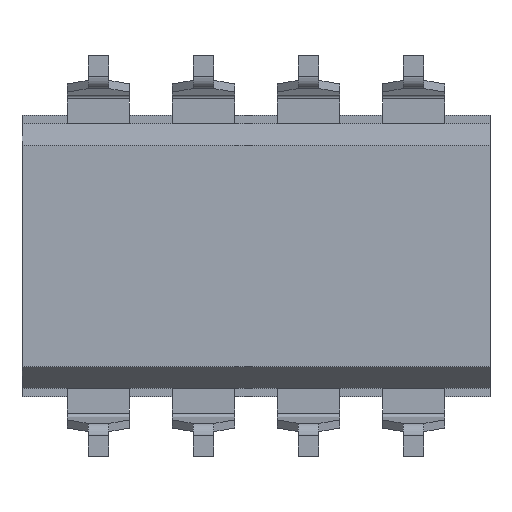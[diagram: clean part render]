
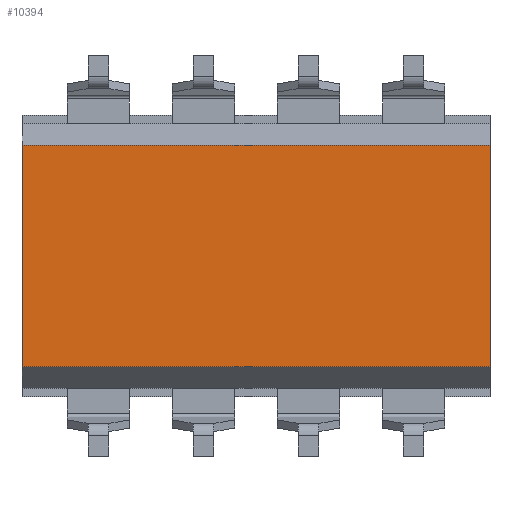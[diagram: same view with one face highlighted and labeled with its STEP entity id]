
A CAD part, front view. The second image highlights one B-rep face of the part: STEP entity #10394.
In plain terms, the highlighted planar face has unit normal (0, -1, 0).
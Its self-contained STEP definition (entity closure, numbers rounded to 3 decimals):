
#9 = VECTOR ( 'NONE', #4127, 1000. ) ;
#314 = VERTEX_POINT ( 'NONE', #7206 ) ;
#659 = DIRECTION ( 'NONE',  ( -1., 0., 0. ) ) ;
#835 = VECTOR ( 'NONE', #3648, 1000. ) ;
#920 = VERTEX_POINT ( 'NONE', #3865 ) ;
#1543 = EDGE_LOOP ( 'NONE', ( #6828, #10558, #11785, #6632 ) ) ;
#1550 = CARTESIAN_POINT ( 'NONE',  ( 5.66, 0.5, 2.68 ) ) ;
#2636 = AXIS2_PLACEMENT_3D ( 'NONE', #11728, #9090, #4669 ) ;
#2830 = VECTOR ( 'NONE', #5795, 1000. ) ;
#3053 = CARTESIAN_POINT ( 'NONE',  ( 5.66, 0.5, 2.68 ) ) ;
#3648 = DIRECTION ( 'NONE',  ( 0., 0., -1. ) ) ;
#3865 = CARTESIAN_POINT ( 'NONE',  ( -5.66, 0.5, 2.68 ) ) ;
#4127 = DIRECTION ( 'NONE',  ( 0., 0., -1. ) ) ;
#4370 = CARTESIAN_POINT ( 'NONE',  ( -5.66, 0.5, -2.68 ) ) ;
#4669 = DIRECTION ( 'NONE',  ( 0., 0., 1. ) ) ;
#5338 = CARTESIAN_POINT ( 'NONE',  ( 5.66, 0.5, -2.68 ) ) ;
#5456 = FACE_OUTER_BOUND ( 'NONE', #1543, .T. ) ;
#5795 = DIRECTION ( 'NONE',  ( -1., 0., 0. ) ) ;
#6068 = VERTEX_POINT ( 'NONE', #1550 ) ;
#6632 = ORIENTED_EDGE ( 'NONE', *, *, #10629, .T. ) ;
#6828 = ORIENTED_EDGE ( 'NONE', *, *, #10242, .T. ) ;
#6976 = LINE ( 'NONE', #10632, #8575 ) ;
#7206 = CARTESIAN_POINT ( 'NONE',  ( -5.66, 0.5, -2.68 ) ) ;
#7886 = LINE ( 'NONE', #4370, #9 ) ;
#8060 = PLANE ( 'NONE',  #2636 ) ;
#8575 = VECTOR ( 'NONE', #659, 1000. ) ;
#9072 = EDGE_CURVE ( 'NONE', #10364, #314, #6976, .T. ) ;
#9090 = DIRECTION ( 'NONE',  ( 0., 1., 0. ) ) ;
#9253 = LINE ( 'NONE', #3053, #2830 ) ;
#10191 = CARTESIAN_POINT ( 'NONE',  ( 5.66, 0.5, -2.68 ) ) ;
#10242 = EDGE_CURVE ( 'NONE', #920, #314, #7886, .T. ) ;
#10364 = VERTEX_POINT ( 'NONE', #5338 ) ;
#10394 = ADVANCED_FACE ( 'NONE', ( #5456 ), #8060, .F. ) ;
#10558 = ORIENTED_EDGE ( 'NONE', *, *, #9072, .F. ) ;
#10629 = EDGE_CURVE ( 'NONE', #6068, #920, #9253, .T. ) ;
#10632 = CARTESIAN_POINT ( 'NONE',  ( 5.66, 0.5, -2.68 ) ) ;
#11480 = EDGE_CURVE ( 'NONE', #6068, #10364, #11784, .T. ) ;
#11728 = CARTESIAN_POINT ( 'NONE',  ( 5.66, 0.5, -2.68 ) ) ;
#11784 = LINE ( 'NONE', #10191, #835 ) ;
#11785 = ORIENTED_EDGE ( 'NONE', *, *, #11480, .F. ) ;
